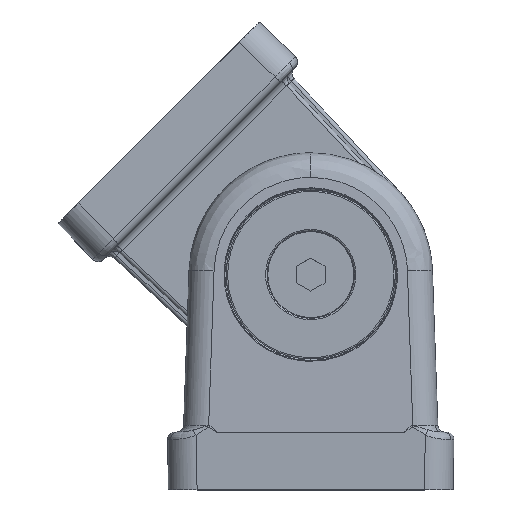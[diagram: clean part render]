
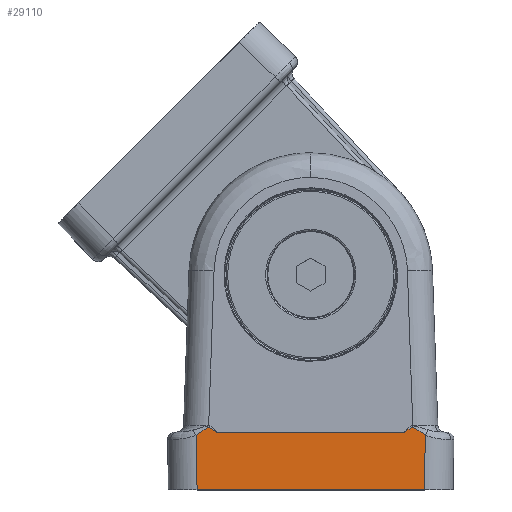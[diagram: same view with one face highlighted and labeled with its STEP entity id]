
A CAD part, top view. The second image highlights one B-rep face of the part: STEP entity #29110.
In plain terms, the highlighted planar face has unit normal (0, -0.018, 1).
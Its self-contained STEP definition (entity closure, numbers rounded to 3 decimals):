
#398 = AXIS2_PLACEMENT_3D ( 'NONE', #25519, #26190, #11434 ) ;
#652 = DIRECTION ( 'NONE',  ( 1., 0., 0. ) ) ;
#655 = CARTESIAN_POINT ( 'NONE',  ( -15.861, -8., 19.86 ) ) ;
#842 = CARTESIAN_POINT ( 'NONE',  ( -13.092, -0.017, 20. ) ) ;
#847 = CARTESIAN_POINT ( 'NONE',  ( -25., -8., 19.86 ) ) ;
#886 = CARTESIAN_POINT ( 'NONE',  ( -20., -0.017, 20. ) ) ;
#1222 = EDGE_CURVE ( 'NONE', #28275, #21758, #32971, .T. ) ;
#1263 = EDGE_CURVE ( 'NONE', #21758, #26988, #27172, .T. ) ;
#1275 = EDGE_CURVE ( 'NONE', #10748, #31333, #14702, .T. ) ;
#1329 = DIRECTION ( 'NONE',  ( 1., 0., 0. ) ) ;
#1433 = EDGE_CURVE ( 'NONE', #10748, #28275, #6091, .T. ) ;
#2243 = CARTESIAN_POINT ( 'NONE',  ( -13.092, -0.017, 20. ) ) ;
#2315 = CARTESIAN_POINT ( 'NONE',  ( -13.203, 0.06, 20.001 ) ) ;
#2324 = EDGE_CURVE ( 'NONE', #26988, #17691, #27260, .T. ) ;
#2440 = CARTESIAN_POINT ( 'NONE',  ( -13.312, 0.14, 20.002 ) ) ;
#2484 = CARTESIAN_POINT ( 'NONE',  ( -13.538, 0.302, 20.005 ) ) ;
#2696 = CARTESIAN_POINT ( 'NONE',  ( -13.653, 0.385, 20.007 ) ) ;
#2742 = CARTESIAN_POINT ( 'NONE',  ( -13.832, 0.499, 20.009 ) ) ;
#2763 = ORIENTED_EDGE ( 'NONE', *, *, #1263, .F. ) ;
#2814 = CARTESIAN_POINT ( 'NONE',  ( -13.893, 0.536, 20.009 ) ) ;
#2858 = CARTESIAN_POINT ( 'NONE',  ( -14.02, 0.598, 20.01 ) ) ;
#2935 = CARTESIAN_POINT ( 'NONE',  ( -14.087, 0.625, 20.011 ) ) ;
#2989 = CARTESIAN_POINT ( 'NONE',  ( -14.227, 0.65, 20.011 ) ) ;
#3067 = CARTESIAN_POINT ( 'NONE',  ( -14.301, 0.646, 20.011 ) ) ;
#3115 = CARTESIAN_POINT ( 'NONE',  ( -14.439, 0.612, 20.011 ) ) ;
#3197 = CARTESIAN_POINT ( 'NONE',  ( -14.505, 0.582, 20.01 ) ) ;
#3243 = CARTESIAN_POINT ( 'NONE',  ( -14.694, 0.482, 20.008 ) ) ;
#3290 = EDGE_CURVE ( 'NONE', #17691, #31333, #10280, .T. ) ;
#3328 = CARTESIAN_POINT ( 'NONE',  ( -14.812, 0.4, 20.007 ) ) ;
#3452 = CARTESIAN_POINT ( 'NONE',  ( -15.045, 0.235, 20.004 ) ) ;
#3491 = CARTESIAN_POINT ( 'NONE',  ( -15.161, 0.15, 20.003 ) ) ;
#3567 = CARTESIAN_POINT ( 'NONE',  ( -15.51, -0.099, 19.998 ) ) ;
#4553 = ORIENTED_EDGE ( 'NONE', *, *, #3290, .F. ) ;
#5014 = VECTOR ( 'NONE', #1329, 1000. ) ;
#5443 = CARTESIAN_POINT ( 'NONE',  ( -15.994, -0.405, 19.993 ) ) ;
#5483 = CARTESIAN_POINT ( 'NONE',  ( -15.746, -0.26, 19.995 ) ) ;
#6091 = LINE ( 'NONE', #29691, #16512 ) ;
#6110 = CARTESIAN_POINT ( 'NONE',  ( 15.994, -0.405, 19.993 ) ) ;
#6151 = CARTESIAN_POINT ( 'NONE',  ( 15.994, -0.405, 19.993 ) ) ;
#6187 = CARTESIAN_POINT ( 'NONE',  ( 15.748, -0.261, 19.995 ) ) ;
#6222 = CARTESIAN_POINT ( 'NONE',  ( 15.513, -0.101, 19.998 ) ) ;
#6229 = CARTESIAN_POINT ( 'NONE',  ( 15.166, 0.146, 20.003 ) ) ;
#6255 = CARTESIAN_POINT ( 'NONE',  ( 15.051, 0.23, 20.004 ) ) ;
#6261 = CARTESIAN_POINT ( 'NONE',  ( 14.819, 0.394, 20.007 ) ) ;
#6300 = CARTESIAN_POINT ( 'NONE',  ( 14.703, 0.476, 20.008 ) ) ;
#6337 = CARTESIAN_POINT ( 'NONE',  ( 14.514, 0.577, 20.01 ) ) ;
#6343 = CARTESIAN_POINT ( 'NONE',  ( 14.449, 0.608, 20.011 ) ) ;
#6368 = CARTESIAN_POINT ( 'NONE',  ( 14.311, 0.645, 20.011 ) ) ;
#6371 = CARTESIAN_POINT ( 'NONE',  ( 14.238, 0.65, 20.011 ) ) ;
#6416 = CARTESIAN_POINT ( 'NONE',  ( 14.097, 0.628, 20.011 ) ) ;
#6457 = CARTESIAN_POINT ( 'NONE',  ( 14.029, 0.602, 20.011 ) ) ;
#6468 = CARTESIAN_POINT ( 'NONE',  ( 13.9, 0.54, 20.009 ) ) ;
#6497 = CARTESIAN_POINT ( 'NONE',  ( 13.838, 0.503, 20.009 ) ) ;
#6503 = CARTESIAN_POINT ( 'NONE',  ( 13.657, 0.388, 20.007 ) ) ;
#6581 = CARTESIAN_POINT ( 'NONE',  ( 13.541, 0.304, 20.005 ) ) ;
#6592 = EDGE_LOOP ( 'NONE', ( #16177, #2763, #13043, #9217, #24951, #4553 ) ) ;
#6617 = CARTESIAN_POINT ( 'NONE',  ( 13.092, -0.017, 20. ) ) ;
#6849 = CARTESIAN_POINT ( 'NONE',  ( 13.203, 0.061, 20.001 ) ) ;
#6927 = CARTESIAN_POINT ( 'NONE',  ( 13.314, 0.141, 20.002 ) ) ;
#9217 = ORIENTED_EDGE ( 'NONE', *, *, #1433, .F. ) ;
#10280 = LINE ( 'NONE', #21490, #23374 ) ;
#10456 = PLANE ( 'NONE',  #398 ) ;
#10748 = VERTEX_POINT ( 'NONE', #655 ) ;
#11434 = DIRECTION ( 'NONE',  ( 0., 1., 0.017 ) ) ;
#13043 = ORIENTED_EDGE ( 'NONE', *, *, #1222, .F. ) ;
#14702 = LINE ( 'NONE', #847, #17176 ) ;
#16177 = ORIENTED_EDGE ( 'NONE', *, *, #2324, .F. ) ;
#16512 = VECTOR ( 'NONE', #29792, 1000. ) ;
#17176 = VECTOR ( 'NONE', #652, 1000. ) ;
#17691 = VERTEX_POINT ( 'NONE', #6151 ) ;
#21490 = CARTESIAN_POINT ( 'NONE',  ( 15.99, -0.628, 19.989 ) ) ;
#21758 = VERTEX_POINT ( 'NONE', #842 ) ;
#22322 = DIRECTION ( 'NONE',  ( -0.017, -1., -0.017 ) ) ;
#23293 = CARTESIAN_POINT ( 'NONE',  ( 13.092, -0.017, 20. ) ) ;
#23374 = VECTOR ( 'NONE', #22322, 1000. ) ;
#24542 = FACE_OUTER_BOUND ( 'NONE', #6592, .T. ) ;
#24951 = ORIENTED_EDGE ( 'NONE', *, *, #1275, .T. ) ;
#25488 = CARTESIAN_POINT ( 'NONE',  ( -15.994, -0.405, 19.993 ) ) ;
#25519 = CARTESIAN_POINT ( 'NONE',  ( -20., 0., 20. ) ) ;
#26190 = DIRECTION ( 'NONE',  ( 0., 0.017, -1. ) ) ;
#26988 = VERTEX_POINT ( 'NONE', #23293 ) ;
#27172 = LINE ( 'NONE', #886, #5014 ) ;
#27260 = B_SPLINE_CURVE_WITH_KNOTS ( 'NONE', 3,
 ( #6617, #6849, #6927, #6581, #6503, #6497, #6468, #6457, #6416, #6371, #6368, #6343, #6337, #6300, #6261, #6255, #6229, #6222, #6187, #6110 ),
 .UNSPECIFIED., .F., .F.,
 ( 4, 2, 2, 2, 2, 2, 2, 2, 2, 4 ),
 ( 0., 0.12, 0.245, 0.308, 0.371, 0.434, 0.497, 0.623, 0.748, 1. ),
 .UNSPECIFIED. ) ;
#28275 = VERTEX_POINT ( 'NONE', #25488 ) ;
#29110 = ADVANCED_FACE ( 'NONE', ( #24542 ), #10456, .F. ) ;
#29691 = CARTESIAN_POINT ( 'NONE',  ( -15.99, -0.628, 19.989 ) ) ;
#29792 = DIRECTION ( 'NONE',  ( -0.017, 1., 0.017 ) ) ;
#31333 = VERTEX_POINT ( 'NONE', #32081 ) ;
#32081 = CARTESIAN_POINT ( 'NONE',  ( 15.861, -8., 19.86 ) ) ;
#32971 = B_SPLINE_CURVE_WITH_KNOTS ( 'NONE', 3,
 ( #5443, #5483, #3567, #3491, #3452, #3328, #3243, #3197, #3115, #3067, #2989, #2935, #2858, #2814, #2742, #2696, #2484, #2440, #2315, #2243 ),
 .UNSPECIFIED., .F., .F.,
 ( 4, 2, 2, 2, 2, 2, 2, 2, 2, 4 ),
 ( 0., 0.252, 0.377, 0.503, 0.566, 0.629, 0.692, 0.755, 0.88, 1. ),
 .UNSPECIFIED. ) ;
